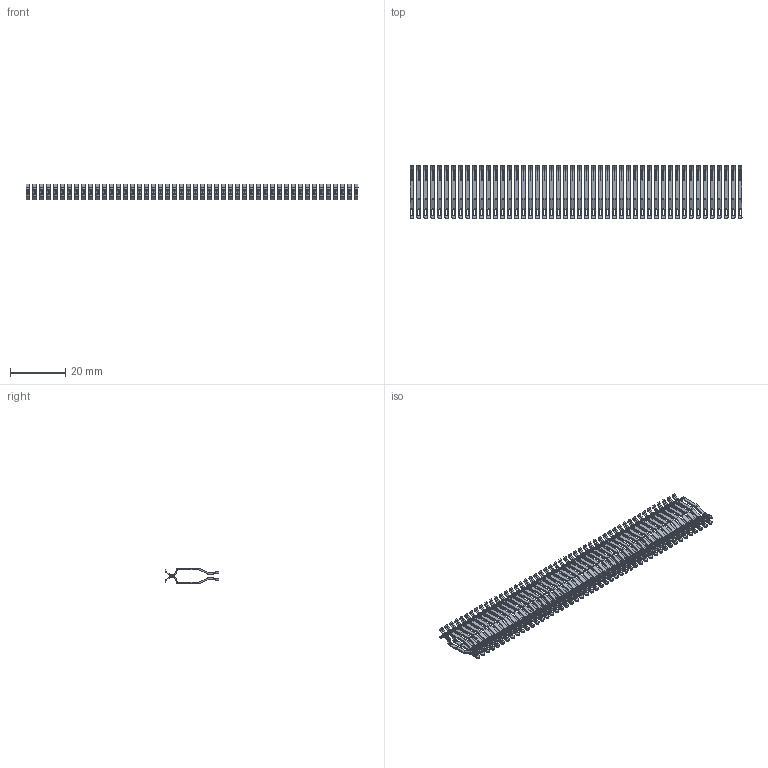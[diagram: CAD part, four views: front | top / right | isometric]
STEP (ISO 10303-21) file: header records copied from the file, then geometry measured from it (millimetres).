
FILE_DESCRIPTION (( 'STEP AP203' ), '1' );
FILE_NAME ('392-096-555-204.STEP', '2018-08-18T10:08:52', ( '' ), ( '' ), 'SwSTEP 2.0', 'SolidWorks 2016', '' );
FILE_SCHEMA (( 'CONFIG_CONTROL_DESIGN' ));
Length unit declared in the file: inch
Products named in the file (3): 342 Part_.156 TH; 345-292-001_555 Tail; 392-096-555-204
Assembly tree (97 placements, depth 2):
  392-096-555-204
    342 Part_.156 TH
    345-292-001_555 Tail  x96
Bounding box: 120.65 x 19.56 x 5.71 mm (x, y, z)
Volume: 1130.6 mm3; surface area: 7543.9 mm2
Topology: 96 solids, 96 shells, 4992 faces, 15552 edges, 10368 vertices
Faces by surface type: plane 2688, cylinder 2304
Entity records: 30301 total; most frequent: CARTESIAN_POINT 5048, ORIENTED_EDGE 4954, DIRECTION 4273, EDGE_CURVE 2477, VECTOR 2329, LINE 2329, VERTEX_POINT 1650, AXIS2_PLACEMENT_3D 972
